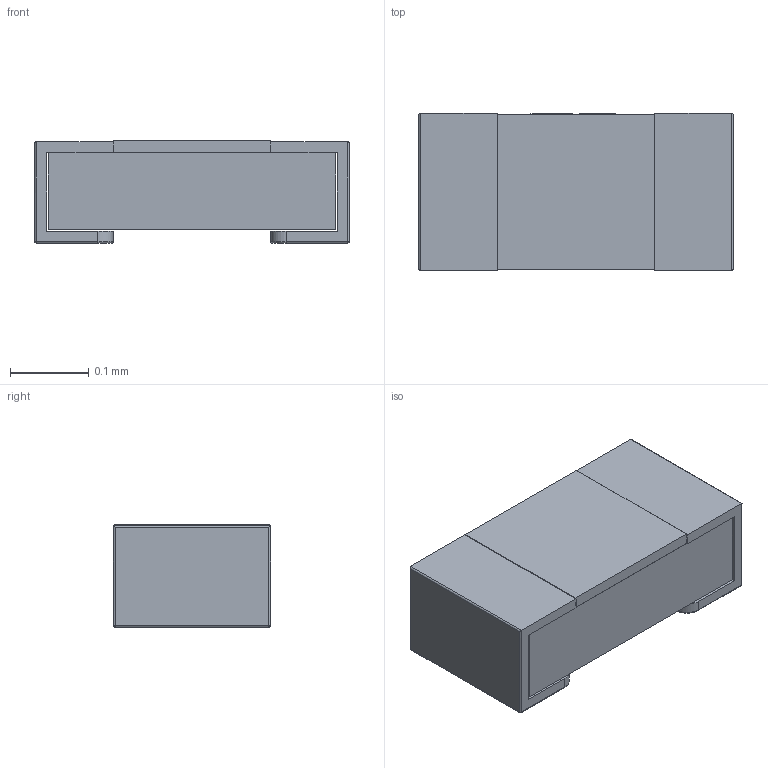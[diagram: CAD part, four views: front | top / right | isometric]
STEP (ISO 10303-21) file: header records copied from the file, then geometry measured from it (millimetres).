
FILE_DESCRIPTION (( 'STEP AP214' ), '1' );
FILE_NAME ('R01005.step', '2022-07-28T08:32:15', ( '' ), ( '' ), 'SwSTEP 2.0', 'SolidWorks 2020', '' );
FILE_SCHEMA (( 'AUTOMOTIVE_DESIGN' ));
Length unit declared in the file: millimetre
Products named in the file (1): R01005
Bounding box: 0.4 x 0.2 x 0.13 mm (x, y, z)
Volume: 0 mm3; surface area: 0.5 mm2
Topology: 1 solids, 1 shells, 281 faces, 753 edges, 490 vertices
Faces by surface type: plane 157, bspline 98, cylinder 18, sphere 4, torus 4
Entity records: 11705 total; most frequent: CARTESIAN_POINT 2839, ORIENTED_EDGE 1498, DIRECTION 945, EDGE_CURVE 749, LINE 513, VECTOR 513, VERTEX_POINT 490, EDGE_LOOP 301
